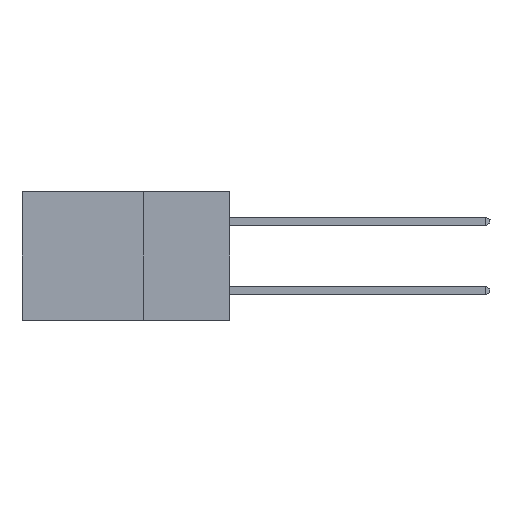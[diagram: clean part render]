
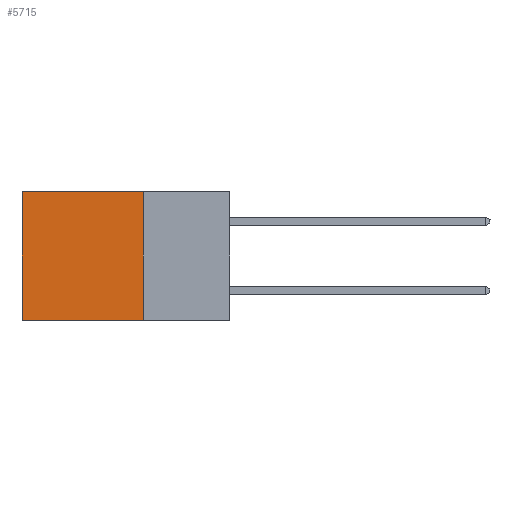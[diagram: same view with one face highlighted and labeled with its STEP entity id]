
A CAD part, left-side view. The second image highlights one B-rep face of the part: STEP entity #5715.
In plain terms, the highlighted planar face has unit normal (-1, 0, 0).
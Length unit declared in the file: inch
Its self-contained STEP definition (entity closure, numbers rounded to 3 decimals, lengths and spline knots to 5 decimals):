
#259 = ORIENTED_EDGE ( 'NONE', *, *, #20929, .T. ) ;
#362 = VECTOR ( 'NONE', #19950, 39.37008 ) ;
#1155 = ORIENTED_EDGE ( 'NONE', *, *, #8995, .T. ) ;
#1156 = LINE ( 'NONE', #14705, #362 ) ;
#1344 = LINE ( 'NONE', #27461, #7392 ) ;
#1439 = CARTESIAN_POINT ( 'NONE',  ( 0.298, 0.25, 0. ) ) ;
#1855 = PLANE ( 'NONE',  #28548 ) ;
#2222 = EDGE_CURVE ( 'NONE', #8380, #15970, #13862, .T. ) ;
#4388 = CARTESIAN_POINT ( 'NONE',  ( 0.298, 0.25, 0. ) ) ;
#4914 = CARTESIAN_POINT ( 'NONE',  ( 0.298, 0.25, 0. ) ) ;
#5715 = ADVANCED_FACE ( 'NONE', ( #30025 ), #1855, .F. ) ;
#6110 = VECTOR ( 'NONE', #9474, 39.37008 ) ;
#6888 = DIRECTION ( 'NONE',  ( 0., 1., 0. ) ) ;
#7392 = VECTOR ( 'NONE', #6888, 39.37008 ) ;
#7605 = DIRECTION ( 'NONE',  ( 0., 0., -1. ) ) ;
#7645 = DIRECTION ( 'NONE',  ( 1., 0., 0. ) ) ;
#8380 = VERTEX_POINT ( 'NONE', #12026 ) ;
#8535 = ORIENTED_EDGE ( 'NONE', *, *, #2222, .F. ) ;
#8995 = EDGE_CURVE ( 'NONE', #8380, #11647, #20203, .T. ) ;
#9132 = CARTESIAN_POINT ( 'NONE',  ( 0.298, 0.25, -0.37 ) ) ;
#9474 = DIRECTION ( 'NONE',  ( 0., 0., -1. ) ) ;
#11647 = VERTEX_POINT ( 'NONE', #26186 ) ;
#12026 = CARTESIAN_POINT ( 'NONE',  ( 0.298, 0.25, 0. ) ) ;
#12578 = EDGE_CURVE ( 'NONE', #15970, #32977, #1344, .T. ) ;
#13765 = CARTESIAN_POINT ( 'NONE',  ( 0.298, 0.6, -0.37 ) ) ;
#13862 = LINE ( 'NONE', #4388, #6110 ) ;
#14104 = ORIENTED_EDGE ( 'NONE', *, *, #12578, .F. ) ;
#14705 = CARTESIAN_POINT ( 'NONE',  ( 0.298, 0.6, 0. ) ) ;
#15970 = VERTEX_POINT ( 'NONE', #9132 ) ;
#19454 = DIRECTION ( 'NONE',  ( 0., 1., 0. ) ) ;
#19950 = DIRECTION ( 'NONE',  ( 0., 0., -1. ) ) ;
#20203 = LINE ( 'NONE', #1439, #23469 ) ;
#20929 = EDGE_CURVE ( 'NONE', #11647, #32977, #1156, .T. ) ;
#21977 = EDGE_LOOP ( 'NONE', ( #259, #14104, #8535, #1155 ) ) ;
#23469 = VECTOR ( 'NONE', #19454, 39.37008 ) ;
#26186 = CARTESIAN_POINT ( 'NONE',  ( 0.298, 0.6, 0. ) ) ;
#27461 = CARTESIAN_POINT ( 'NONE',  ( 0.298, 0.25, -0.37 ) ) ;
#28548 = AXIS2_PLACEMENT_3D ( 'NONE', #4914, #7645, #7605 ) ;
#30025 = FACE_OUTER_BOUND ( 'NONE', #21977, .T. ) ;
#32977 = VERTEX_POINT ( 'NONE', #13765 ) ;
